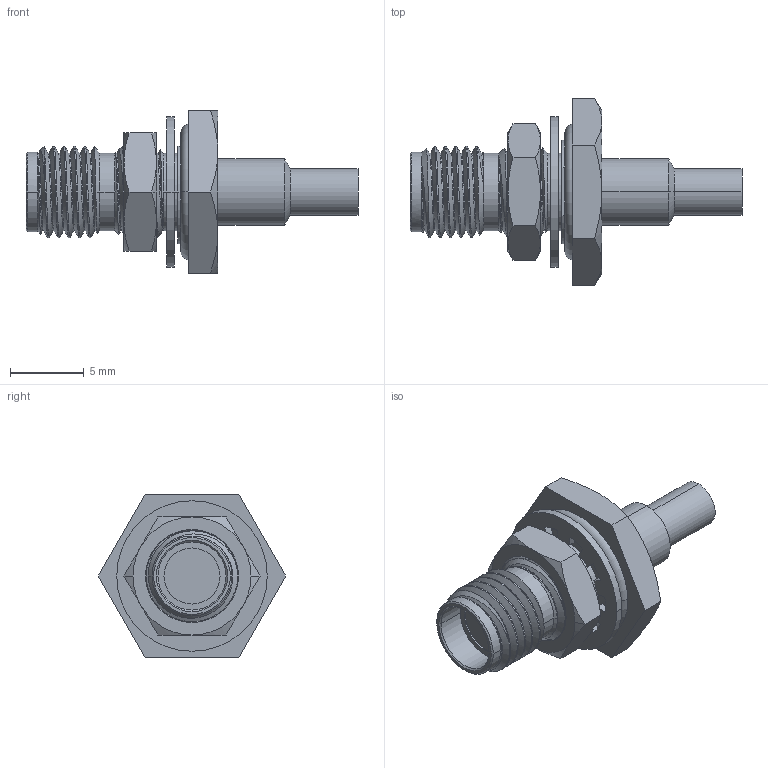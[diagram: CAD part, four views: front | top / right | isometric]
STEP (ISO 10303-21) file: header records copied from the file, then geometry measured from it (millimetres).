
FILE_DESCRIPTION (( 'STEP AP214' ), '1' );
FILE_NAME ('FMCN5360_3D.step', '2025-04-17T23:23:06', ( '' ), ( '' ), 'SwSTEP 2.0', 'SolidWorks 2022', '' );
FILE_SCHEMA (( 'AUTOMOTIVE_DESIGN' ));
Length unit declared in the file: inch
Products named in the file (7): Ferrule^FMCN5360; Body^FMCN5360; FMCN5360_3D; O-Ring^FMCN5360; Cover^FMCN5360; Nut^FMCN5360; Washer^FMCN5360
Assembly tree (6 placements, depth 2):
  FMCN5360_3D
    Body^FMCN5360
    O-Ring^FMCN5360
    Washer^FMCN5360
    Nut^FMCN5360
    Cover^FMCN5360
    Ferrule^FMCN5360
Bounding box: 22.5 x 12.7 x 11 mm (x, y, z)
Volume: 590.9 mm3; surface area: 1413.9 mm2
Topology: 6 solids, 6 shells, 224 faces, 550 edges, 342 vertices
Faces by surface type: cylinder 87, plane 70, cone 38, sphere 16, bspline 7, torus 6
Entity records: 9240 total; most frequent: CARTESIAN_POINT 3679, DIRECTION 1140, ORIENTED_EDGE 1096, EDGE_CURVE 548, AXIS2_PLACEMENT_3D 449, VERTEX_POINT 342, VECTOR 242, LINE 242
